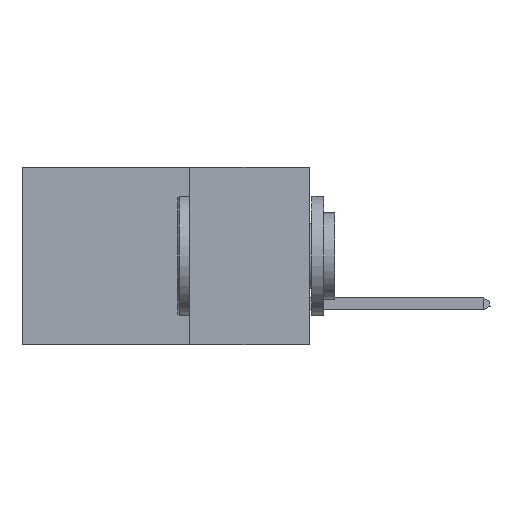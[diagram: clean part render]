
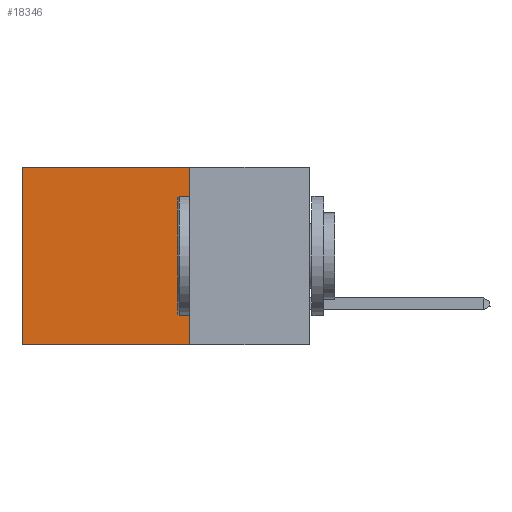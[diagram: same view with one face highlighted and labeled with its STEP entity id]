
A CAD part, left-side view. The second image highlights one B-rep face of the part: STEP entity #18346.
In plain terms, the highlighted planar face has unit normal (-1, 0, 0).
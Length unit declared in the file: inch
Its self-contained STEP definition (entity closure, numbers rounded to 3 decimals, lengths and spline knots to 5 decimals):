
#548 = VECTOR ( 'NONE', #22769, 39.37008 ) ;
#1283 = VERTEX_POINT ( 'NONE', #25638 ) ;
#1549 = LINE ( 'NONE', #12244, #18440 ) ;
#2727 = DIRECTION ( 'NONE',  ( 0., 0., -1. ) ) ;
#3702 = EDGE_LOOP ( 'NONE', ( #18522, #4389, #28054, #8300 ) ) ;
#4185 = DIRECTION ( 'NONE',  ( 0., 0., -1. ) ) ;
#4389 = ORIENTED_EDGE ( 'NONE', *, *, #27092, .F. ) ;
#6159 = EDGE_CURVE ( 'NONE', #20767, #29603, #19893, .T. ) ;
#6375 = PLANE ( 'NONE',  #28324 ) ;
#6700 = CARTESIAN_POINT ( 'NONE',  ( 0.2875, 0.25, -0.37 ) ) ;
#7604 = EDGE_CURVE ( 'NONE', #1283, #9211, #29539, .T. ) ;
#8300 = ORIENTED_EDGE ( 'NONE', *, *, #12563, .T. ) ;
#9211 = VERTEX_POINT ( 'NONE', #25217 ) ;
#12244 = CARTESIAN_POINT ( 'NONE',  ( 0.2875, 0.25, 0. ) ) ;
#12519 = CARTESIAN_POINT ( 'NONE',  ( 0.2875, 0.6, 0. ) ) ;
#12563 = EDGE_CURVE ( 'NONE', #1283, #20767, #1549, .T. ) ;
#13161 = CARTESIAN_POINT ( 'NONE',  ( 0.2875, 0.25, 0. ) ) ;
#14284 = LINE ( 'NONE', #6700, #548 ) ;
#17685 = CARTESIAN_POINT ( 'NONE',  ( 0.2875, 0.6, -0.37 ) ) ;
#18346 = ADVANCED_FACE ( 'NONE', ( #25764 ), #6375, .F. ) ;
#18440 = VECTOR ( 'NONE', #21346, 39.37008 ) ;
#18522 = ORIENTED_EDGE ( 'NONE', *, *, #6159, .T. ) ;
#19893 = LINE ( 'NONE', #21031, #23123 ) ;
#20139 = DIRECTION ( 'NONE',  ( 1., 0., 0. ) ) ;
#20767 = VERTEX_POINT ( 'NONE', #12519 ) ;
#21031 = CARTESIAN_POINT ( 'NONE',  ( 0.2875, 0.6, 0. ) ) ;
#21346 = DIRECTION ( 'NONE',  ( 0., 1., 0. ) ) ;
#22769 = DIRECTION ( 'NONE',  ( 0., 1., 0. ) ) ;
#23123 = VECTOR ( 'NONE', #2727, 39.37008 ) ;
#25217 = CARTESIAN_POINT ( 'NONE',  ( 0.2875, 0.25, -0.37 ) ) ;
#25567 = VECTOR ( 'NONE', #29297, 39.37008 ) ;
#25638 = CARTESIAN_POINT ( 'NONE',  ( 0.2875, 0.25, 0. ) ) ;
#25764 = FACE_OUTER_BOUND ( 'NONE', #3702, .T. ) ;
#26552 = CARTESIAN_POINT ( 'NONE',  ( 0.2875, 0.25, 0. ) ) ;
#27092 = EDGE_CURVE ( 'NONE', #9211, #29603, #14284, .T. ) ;
#28054 = ORIENTED_EDGE ( 'NONE', *, *, #7604, .F. ) ;
#28324 = AXIS2_PLACEMENT_3D ( 'NONE', #13161, #20139, #4185 ) ;
#29297 = DIRECTION ( 'NONE',  ( 0., 0., -1. ) ) ;
#29539 = LINE ( 'NONE', #26552, #25567 ) ;
#29603 = VERTEX_POINT ( 'NONE', #17685 ) ;
